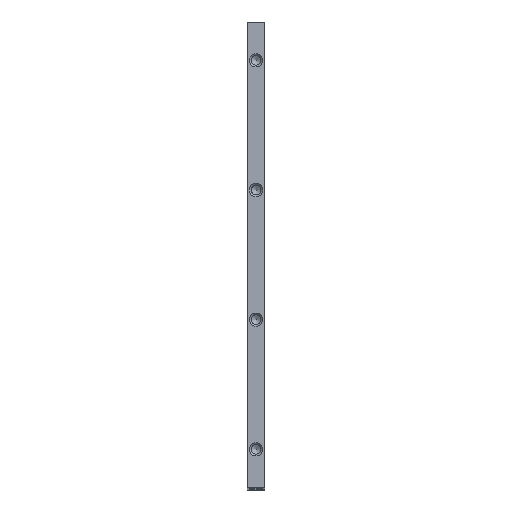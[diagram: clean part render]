
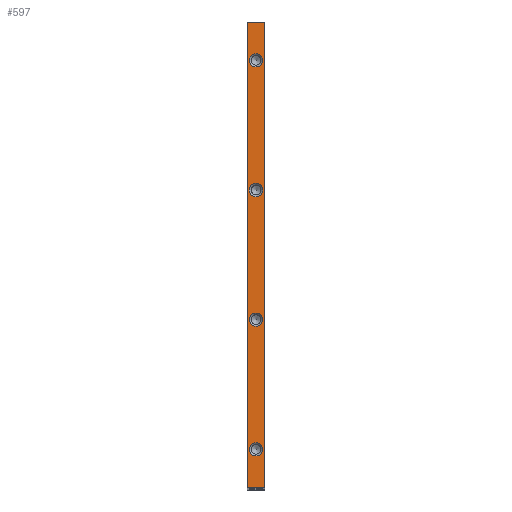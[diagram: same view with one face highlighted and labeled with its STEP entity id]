
A CAD part, top view. The second image highlights one B-rep face of the part: STEP entity #597.
In plain terms, the highlighted planar face has unit normal (0, 0, 1).
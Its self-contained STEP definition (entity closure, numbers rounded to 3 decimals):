
#597=ADVANCED_FACE('',(#1516,#1518,#1520,#1522,#1524),#1526,.F.);
#1516=FACE_BOUND('',#1517,.T.);
#1517=EDGE_LOOP('',(#2042,#2043,#2044,#2045));
#1518=FACE_BOUND('',#1519,.T.);
#1519=EDGE_LOOP('',(#2046));
#1520=FACE_BOUND('',#1521,.T.);
#1521=EDGE_LOOP('',(#2047));
#1522=FACE_BOUND('',#1523,.T.);
#1523=EDGE_LOOP('',(#2048));
#1524=FACE_BOUND('',#1525,.T.);
#1525=EDGE_LOOP('',(#2049));
#1526=PLANE('',#1527);
#1527=AXIS2_PLACEMENT_3D('',#1528,#1529,#1530);
#1528=CARTESIAN_POINT('',(0.,158.,455.));
#1529=DIRECTION('',(0.,0.,-1.));
#1530=DIRECTION('',(-1.,0.,0.));
#2042=ORIENTED_EDGE('',*,*,#2294,.T.);
#2043=ORIENTED_EDGE('',*,*,#2334,.T.);
#2044=ORIENTED_EDGE('',*,*,#2339,.T.);
#2045=ORIENTED_EDGE('',*,*,#2379,.T.);
#2046=ORIENTED_EDGE('',*,*,#2222,.F.);
#2047=ORIENTED_EDGE('',*,*,#2225,.F.);
#2048=ORIENTED_EDGE('',*,*,#2228,.F.);
#2049=ORIENTED_EDGE('',*,*,#2231,.F.);
#2222=EDGE_CURVE('',#2420,#2420,#2421,.T.);
#2225=EDGE_CURVE('',#2426,#2426,#2427,.T.);
#2228=EDGE_CURVE('',#2432,#2432,#2433,.T.);
#2231=EDGE_CURVE('',#2438,#2438,#2439,.T.);
#2294=EDGE_CURVE('',#2565,#2563,#2566,.T.);
#2334=EDGE_CURVE('',#2563,#2640,#2642,.T.);
#2339=EDGE_CURVE('',#2640,#2647,#2649,.T.);
#2379=EDGE_CURVE('',#2647,#2565,#2723,.T.);
#2420=VERTEX_POINT('',#2768);
#2421=CIRCLE('',#2769,2.25);
#2426=VERTEX_POINT('',#2985);
#2427=CIRCLE('',#2986,2.25);
#2432=VERTEX_POINT('',#3202);
#2433=CIRCLE('',#3203,2.25);
#2438=VERTEX_POINT('',#3419);
#2439=CIRCLE('',#3420,2.25);
#2563=VERTEX_POINT('',#6549);
#2565=VERTEX_POINT('',#6553);
#2566=LINE('',#6554,#6555);
#2640=VERTEX_POINT('',#6721);
#2642=LINE('',#6725,#6726);
#2647=VERTEX_POINT('',#6738);
#2649=LINE('',#6742,#6743);
#2723=LINE('',#6913,#6914);
#2768=CARTESIAN_POINT('',(5.25,145.,455.));
#2769=AXIS2_PLACEMENT_3D('',#2770,#2771,#2772);
#2770=CARTESIAN_POINT('',(3.,145.,455.));
#2771=DIRECTION('',(0.,0.,1.));
#2772=DIRECTION('',(-1.,0.,0.));
#2985=CARTESIAN_POINT('',(5.25,101.,455.));
#2986=AXIS2_PLACEMENT_3D('',#2987,#2988,#2989);
#2987=CARTESIAN_POINT('',(3.,101.,455.));
#2988=DIRECTION('',(0.,0.,1.));
#2989=DIRECTION('',(-1.,0.,0.));
#3202=CARTESIAN_POINT('',(5.25,57.,455.));
#3203=AXIS2_PLACEMENT_3D('',#3204,#3205,#3206);
#3204=CARTESIAN_POINT('',(3.,57.,455.));
#3205=DIRECTION('',(0.,0.,1.));
#3206=DIRECTION('',(-1.,0.,0.));
#3419=CARTESIAN_POINT('',(5.25,13.,455.));
#3420=AXIS2_PLACEMENT_3D('',#3421,#3422,#3423);
#3421=CARTESIAN_POINT('',(3.,13.,455.));
#3422=DIRECTION('',(0.,0.,1.));
#3423=DIRECTION('',(-1.,0.,0.));
#6549=CARTESIAN_POINT('',(0.,0.,455.));
#6553=CARTESIAN_POINT('',(0.,158.,455.));
#6554=CARTESIAN_POINT('',(0.,158.,455.));
#6555=VECTOR('',#6556,1.);
#6556=DIRECTION('',(0.,-1.,0.));
#6721=CARTESIAN_POINT('',(6.,0.,455.));
#6725=CARTESIAN_POINT('',(0.,0.,455.));
#6726=VECTOR('',#6727,1.);
#6727=DIRECTION('',(1.,0.,0.));
#6738=CARTESIAN_POINT('',(6.,158.,455.));
#6742=CARTESIAN_POINT('',(6.,0.,455.));
#6743=VECTOR('',#6744,1.);
#6744=DIRECTION('',(0.,1.,0.));
#6913=CARTESIAN_POINT('',(6.,158.,455.));
#6914=VECTOR('',#6915,1.);
#6915=DIRECTION('',(-1.,0.,0.));
